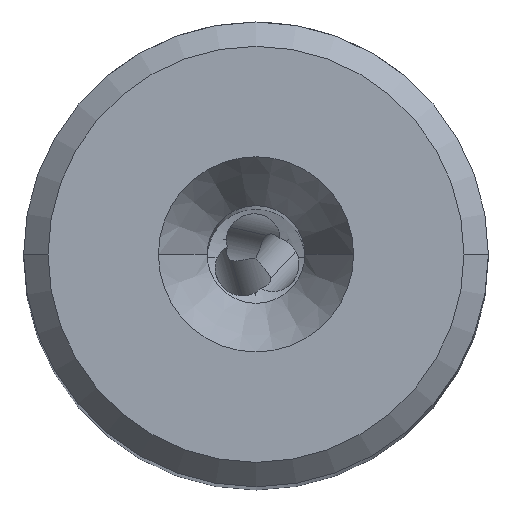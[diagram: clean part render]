
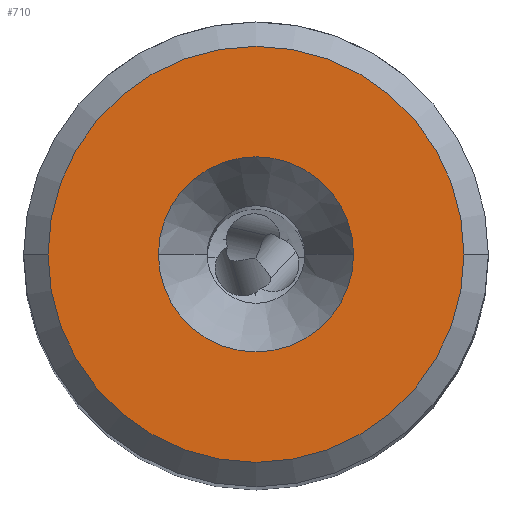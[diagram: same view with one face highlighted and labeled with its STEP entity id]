
A CAD part, top view. The second image highlights one B-rep face of the part: STEP entity #710.
In plain terms, the highlighted planar face has unit normal (0, 0, 1).
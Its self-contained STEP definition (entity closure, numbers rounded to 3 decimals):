
#60=FACE_BOUND('',#1306,.T.);
#61=FACE_BOUND('',#1307,.T.);
#468=PLANE('',#5750);
#710=ADVANCED_FACE('',(#60,#61),#468,.T.);
#1306=EDGE_LOOP('',(#2178,#2179));
#1307=EDGE_LOOP('',(#2180,#2181));
#1616=CIRCLE('',#5744,8.525);
#1617=CIRCLE('',#5746,8.525);
#1618=CIRCLE('',#5748,4.);
#1619=CIRCLE('',#5749,4.);
#2178=ORIENTED_EDGE('',*,*,#4372,.T.);
#2179=ORIENTED_EDGE('',*,*,#4373,.T.);
#2180=ORIENTED_EDGE('',*,*,#4368,.T.);
#2181=ORIENTED_EDGE('',*,*,#4371,.T.);
#3726=VERTEX_POINT('',#8671);
#3727=VERTEX_POINT('',#8672);
#3728=VERTEX_POINT('',#8679);
#3729=VERTEX_POINT('',#8680);
#4368=EDGE_CURVE('',#3726,#3727,#1616,.T.);
#4371=EDGE_CURVE('',#3727,#3726,#1617,.T.);
#4372=EDGE_CURVE('',#3728,#3729,#1618,.T.);
#4373=EDGE_CURVE('',#3729,#3728,#1619,.T.);
#5744=AXIS2_PLACEMENT_3D('',#8670,#6570,#6571);
#5746=AXIS2_PLACEMENT_3D('',#8676,#6576,#6577);
#5748=AXIS2_PLACEMENT_3D('',#8678,#6580,#6581);
#5749=AXIS2_PLACEMENT_3D('',#8681,#6582,#6583);
#5750=AXIS2_PLACEMENT_3D('',#8682,#6584,#6585);
#6570=DIRECTION('',(0.,0.,1.));
#6571=DIRECTION('',(-1.,0.,0.));
#6576=DIRECTION('',(0.,0.,1.));
#6577=DIRECTION('',(1.,0.,0.));
#6580=DIRECTION('',(0.,0.,-1.));
#6581=DIRECTION('',(-1.,0.,0.));
#6582=DIRECTION('',(0.,0.,-1.));
#6583=DIRECTION('',(1.,0.,0.));
#6584=DIRECTION('',(0.,0.,1.));
#6585=DIRECTION('',(1.,0.,0.));
#8670=CARTESIAN_POINT('',(0.,0.,38.04));
#8671=CARTESIAN_POINT('',(-8.525,0.,38.04));
#8672=CARTESIAN_POINT('',(8.525,0.,38.04));
#8676=CARTESIAN_POINT('',(0.,0.,38.04));
#8678=CARTESIAN_POINT('',(0.,0.,38.04));
#8679=CARTESIAN_POINT('',(-4.,0.,38.04));
#8680=CARTESIAN_POINT('',(4.,0.,38.04));
#8681=CARTESIAN_POINT('',(0.,0.,38.04));
#8682=CARTESIAN_POINT('',(0.,0.,38.04));
